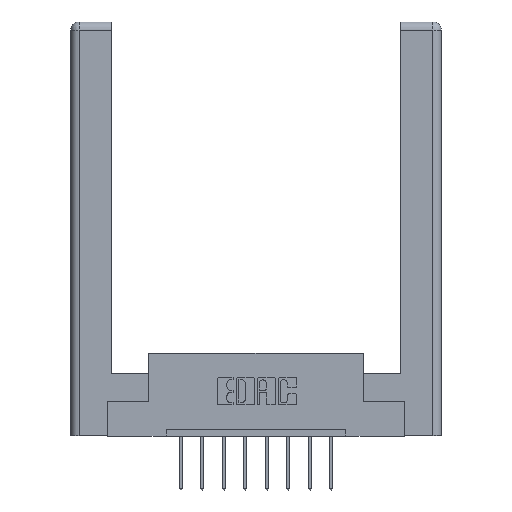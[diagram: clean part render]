
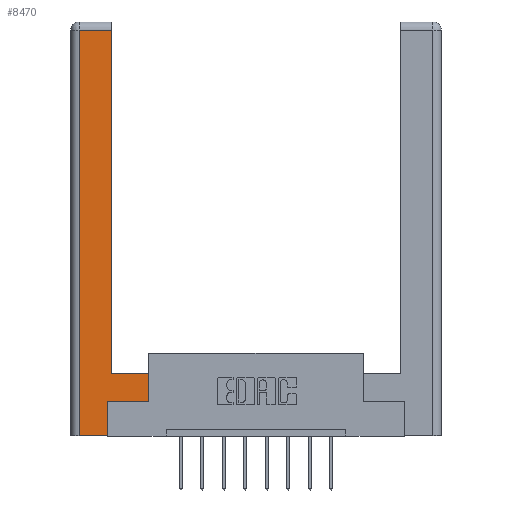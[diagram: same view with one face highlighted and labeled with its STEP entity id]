
A CAD part, top view. The second image highlights one B-rep face of the part: STEP entity #8470.
In plain terms, the highlighted planar face has unit normal (0, 0, 1).
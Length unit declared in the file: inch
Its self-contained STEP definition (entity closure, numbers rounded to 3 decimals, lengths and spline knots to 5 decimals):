
#247 = CARTESIAN_POINT ( 'NONE',  ( 0.0615, 2.94, 0. ) ) ;
#400 = CARTESIAN_POINT ( 'NONE',  ( 0.265, 0., 0. ) ) ;
#471 = VERTEX_POINT ( 'NONE', #6893 ) ;
#648 = ORIENTED_EDGE ( 'NONE', *, *, #12212, .T. ) ;
#725 = EDGE_LOOP ( 'NONE', ( #648, #12221, #8292, #1285, #4284, #2691, #5350, #4612 ) ) ;
#786 = DIRECTION ( 'NONE',  ( 0., 0., -1. ) ) ;
#793 = VERTEX_POINT ( 'NONE', #12022 ) ;
#836 = AXIS2_PLACEMENT_3D ( 'NONE', #5761, #786, #6771 ) ;
#1018 = DIRECTION ( 'NONE',  ( 0., 1., 0. ) ) ;
#1285 = ORIENTED_EDGE ( 'NONE', *, *, #9537, .T. ) ;
#1304 = CARTESIAN_POINT ( 'NONE',  ( 0.295, 0.45, 0. ) ) ;
#1374 = EDGE_CURVE ( 'NONE', #793, #8143, #12013, .T. ) ;
#1837 = CARTESIAN_POINT ( 'NONE',  ( 0.0615, 2.94, 0. ) ) ;
#2130 = DIRECTION ( 'NONE',  ( 0., 1., 0. ) ) ;
#2549 = VECTOR ( 'NONE', #1018, 39.37008 ) ;
#2633 = EDGE_CURVE ( 'NONE', #6997, #11708, #11987, .T. ) ;
#2691 = ORIENTED_EDGE ( 'NONE', *, *, #6265, .T. ) ;
#2933 = EDGE_CURVE ( 'NONE', #11708, #4687, #3953, .T. ) ;
#3208 = LINE ( 'NONE', #7304, #8209 ) ;
#3319 = VECTOR ( 'NONE', #2130, 39.37008 ) ;
#3953 = LINE ( 'NONE', #7729, #6613 ) ;
#4284 = ORIENTED_EDGE ( 'NONE', *, *, #6783, .T. ) ;
#4612 = ORIENTED_EDGE ( 'NONE', *, *, #1374, .T. ) ;
#4687 = VERTEX_POINT ( 'NONE', #10896 ) ;
#4939 = VECTOR ( 'NONE', #7409, 39.37008 ) ;
#5104 = VERTEX_POINT ( 'NONE', #8185 ) ;
#5189 = EDGE_CURVE ( 'NONE', #8659, #793, #3208, .T. ) ;
#5350 = ORIENTED_EDGE ( 'NONE', *, *, #5189, .T. ) ;
#5716 = CARTESIAN_POINT ( 'NONE',  ( 0.565, 0.245, 0. ) ) ;
#5761 = CARTESIAN_POINT ( 'NONE',  ( 0., 0., 0. ) ) ;
#6055 = CARTESIAN_POINT ( 'NONE',  ( 0.295, 2.94, 0. ) ) ;
#6251 = LINE ( 'NONE', #400, #10649 ) ;
#6265 = EDGE_CURVE ( 'NONE', #471, #8659, #6959, .T. ) ;
#6613 = VECTOR ( 'NONE', #7638, 39.37008 ) ;
#6771 = DIRECTION ( 'NONE',  ( -1., 0., 0. ) ) ;
#6783 = EDGE_CURVE ( 'NONE', #5104, #471, #7562, .T. ) ;
#6816 = PLANE ( 'NONE',  #836 ) ;
#6893 = CARTESIAN_POINT ( 'NONE',  ( 0.265, 0.245, 0. ) ) ;
#6959 = LINE ( 'NONE', #5716, #10245 ) ;
#6997 = VERTEX_POINT ( 'NONE', #6055 ) ;
#7228 = FACE_OUTER_BOUND ( 'NONE', #725, .T. ) ;
#7304 = CARTESIAN_POINT ( 'NONE',  ( 0.565, 0.45, 0. ) ) ;
#7409 = DIRECTION ( 'NONE',  ( -1., 0., 0. ) ) ;
#7562 = LINE ( 'NONE', #9086, #2549 ) ;
#7638 = DIRECTION ( 'NONE',  ( 0., -1., 0. ) ) ;
#7729 = CARTESIAN_POINT ( 'NONE',  ( 0.0615, 0., 0. ) ) ;
#7794 = DIRECTION ( 'NONE',  ( 1., 0., 0. ) ) ;
#7891 = LINE ( 'NONE', #8118, #3319 ) ;
#8118 = CARTESIAN_POINT ( 'NONE',  ( 0.295, 3., 0. ) ) ;
#8143 = VERTEX_POINT ( 'NONE', #1304 ) ;
#8185 = CARTESIAN_POINT ( 'NONE',  ( 0.265, 0., 0. ) ) ;
#8209 = VECTOR ( 'NONE', #10440, 39.37008 ) ;
#8292 = ORIENTED_EDGE ( 'NONE', *, *, #2933, .T. ) ;
#8470 = ADVANCED_FACE ( 'NONE', ( #7228 ), #6816, .F. ) ;
#8659 = VERTEX_POINT ( 'NONE', #9041 ) ;
#9041 = CARTESIAN_POINT ( 'NONE',  ( 0.565, 0.245, 0. ) ) ;
#9086 = CARTESIAN_POINT ( 'NONE',  ( 0.265, 0.245, 0. ) ) ;
#9133 = DIRECTION ( 'NONE',  ( -1., 0., 0. ) ) ;
#9285 = VECTOR ( 'NONE', #9133, 39.37008 ) ;
#9537 = EDGE_CURVE ( 'NONE', #4687, #5104, #6251, .T. ) ;
#10245 = VECTOR ( 'NONE', #7794, 39.37008 ) ;
#10334 = CARTESIAN_POINT ( 'NONE',  ( 0.295, 0.45, 0. ) ) ;
#10440 = DIRECTION ( 'NONE',  ( 0., 1., 0. ) ) ;
#10649 = VECTOR ( 'NONE', #12427, 39.37008 ) ;
#10896 = CARTESIAN_POINT ( 'NONE',  ( 0.0615, 0., 0. ) ) ;
#11708 = VERTEX_POINT ( 'NONE', #247 ) ;
#11987 = LINE ( 'NONE', #1837, #9285 ) ;
#12013 = LINE ( 'NONE', #10334, #4939 ) ;
#12022 = CARTESIAN_POINT ( 'NONE',  ( 0.565, 0.45, 0. ) ) ;
#12212 = EDGE_CURVE ( 'NONE', #8143, #6997, #7891, .T. ) ;
#12221 = ORIENTED_EDGE ( 'NONE', *, *, #2633, .T. ) ;
#12427 = DIRECTION ( 'NONE',  ( 1., 0., 0. ) ) ;
